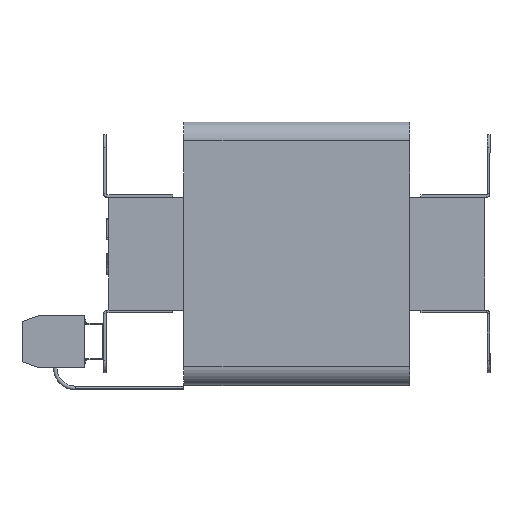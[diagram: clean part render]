
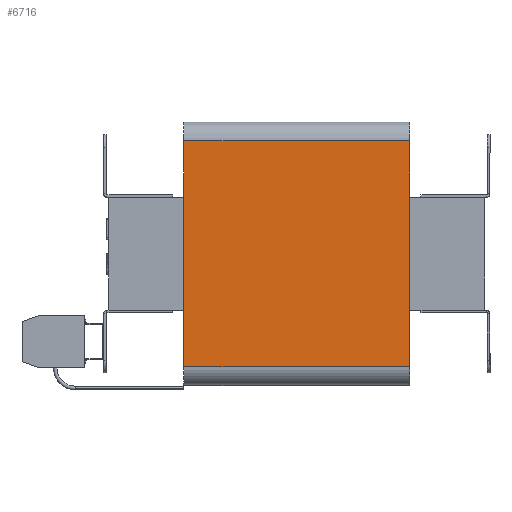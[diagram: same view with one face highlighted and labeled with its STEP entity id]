
A CAD part, left-side view. The second image highlights one B-rep face of the part: STEP entity #6716.
In plain terms, the highlighted planar face has unit normal (-1, 0, 0).
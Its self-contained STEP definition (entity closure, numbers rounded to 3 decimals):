
#137 = CARTESIAN_POINT ( 'NONE',  ( -60., 90., -90. ) ) ;
#237 = DIRECTION ( 'NONE',  ( 0., 0., 1. ) ) ;
#406 = DIRECTION ( 'NONE',  ( 1., 0., 0. ) ) ;
#1067 = VERTEX_POINT ( 'NONE', #11155 ) ;
#1273 = VECTOR ( 'NONE', #2255, 1000. ) ;
#1275 = VECTOR ( 'NONE', #14661, 1000. ) ;
#1925 = CARTESIAN_POINT ( 'NONE',  ( -60., 90., -90. ) ) ;
#1984 = ORIENTED_EDGE ( 'NONE', *, *, #19112, .T. ) ;
#2115 = PLANE ( 'NONE',  #12195 ) ;
#2255 = DIRECTION ( 'NONE',  ( 0., -1., 0. ) ) ;
#2733 = EDGE_LOOP ( 'NONE', ( #1984, #6049, #24695, #3743 ) ) ;
#3743 = ORIENTED_EDGE ( 'NONE', *, *, #22793, .T. ) ;
#4091 = CARTESIAN_POINT ( 'NONE',  ( -60., 90., -90. ) ) ;
#6049 = ORIENTED_EDGE ( 'NONE', *, *, #10647, .F. ) ;
#6054 = DIRECTION ( 'NONE',  ( 0., 0., -1. ) ) ;
#6716 = ADVANCED_FACE ( 'NONE', ( #18280 ), #2115, .F. ) ;
#6991 = LINE ( 'NONE', #16885, #1275 ) ;
#10087 = CARTESIAN_POINT ( 'NONE',  ( -60., 90., -90. ) ) ;
#10467 = VERTEX_POINT ( 'NONE', #11065 ) ;
#10647 = EDGE_CURVE ( 'NONE', #10467, #1067, #6991, .T. ) ;
#11065 = CARTESIAN_POINT ( 'NONE',  ( -60., 90., 90. ) ) ;
#11155 = CARTESIAN_POINT ( 'NONE',  ( -60., -90., 90. ) ) ;
#12195 = AXIS2_PLACEMENT_3D ( 'NONE', #10087, #406, #6054 ) ;
#12637 = CARTESIAN_POINT ( 'NONE',  ( -60., -90., -90. ) ) ;
#13399 = VECTOR ( 'NONE', #17831, 1000. ) ;
#13601 = EDGE_CURVE ( 'NONE', #24006, #10467, #23723, .T. ) ;
#14661 = DIRECTION ( 'NONE',  ( 0., -1., 0. ) ) ;
#15631 = CARTESIAN_POINT ( 'NONE',  ( -60., -90., -90. ) ) ;
#16885 = CARTESIAN_POINT ( 'NONE',  ( -60., 90., 90. ) ) ;
#17831 = DIRECTION ( 'NONE',  ( 0., 0., 1. ) ) ;
#18280 = FACE_OUTER_BOUND ( 'NONE', #2733, .T. ) ;
#19112 = EDGE_CURVE ( 'NONE', #23306, #1067, #19965, .T. ) ;
#19965 = LINE ( 'NONE', #15631, #24078 ) ;
#22793 = EDGE_CURVE ( 'NONE', #24006, #23306, #24183, .T. ) ;
#23306 = VERTEX_POINT ( 'NONE', #12637 ) ;
#23723 = LINE ( 'NONE', #1925, #13399 ) ;
#24006 = VERTEX_POINT ( 'NONE', #137 ) ;
#24078 = VECTOR ( 'NONE', #237, 1000. ) ;
#24183 = LINE ( 'NONE', #4091, #1273 ) ;
#24695 = ORIENTED_EDGE ( 'NONE', *, *, #13601, .F. ) ;
